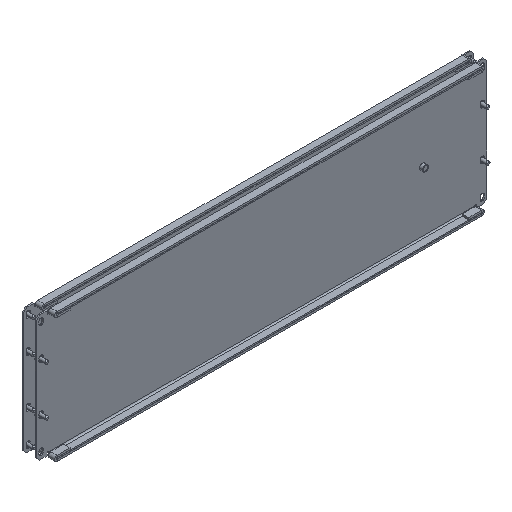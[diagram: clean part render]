
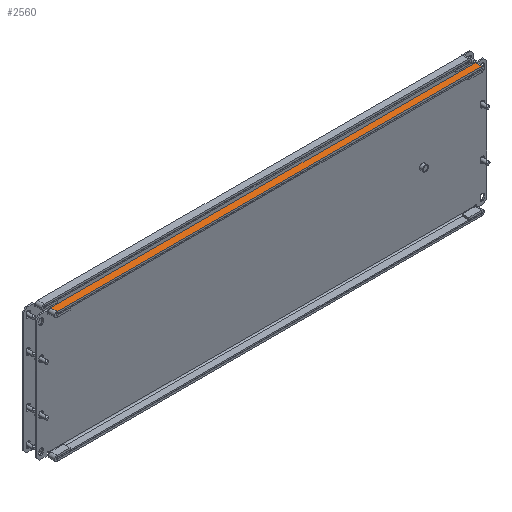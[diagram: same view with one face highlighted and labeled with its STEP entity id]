
A CAD part, isometric view. The second image highlights one B-rep face of the part: STEP entity #2560.
In plain terms, the highlighted face is planar.
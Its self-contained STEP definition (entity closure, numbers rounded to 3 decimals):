
#39 = CARTESIAN_POINT ( 'NONE',  ( -5., -3., -329. ) ) ;
#133 = DIRECTION ( 'NONE',  ( 0., 0., 1. ) ) ;
#419 = EDGE_CURVE ( 'NONE', #1319, #2273, #3348, .T. ) ;
#724 = CARTESIAN_POINT ( 'NONE',  ( 5., -3., 329. ) ) ;
#853 = CARTESIAN_POINT ( 'NONE',  ( 5., -3., -329. ) ) ;
#910 = ORIENTED_EDGE ( 'NONE', *, *, #5455, .F. ) ;
#1184 = EDGE_CURVE ( 'NONE', #1584, #3438, #6075, .T. ) ;
#1319 = VERTEX_POINT ( 'NONE', #4159 ) ;
#1549 = DIRECTION ( 'NONE',  ( 0., -1., 0. ) ) ;
#1584 = VERTEX_POINT ( 'NONE', #4333 ) ;
#1711 = LINE ( 'NONE', #3306, #4395 ) ;
#1860 = ORIENTED_EDGE ( 'NONE', *, *, #1184, .T. ) ;
#2229 = DIRECTION ( 'NONE',  ( 0., 0., 1. ) ) ;
#2273 = VERTEX_POINT ( 'NONE', #3940 ) ;
#2560 = ADVANCED_FACE ( 'NONE', ( #6133 ), #4405, .T. ) ;
#2693 = AXIS2_PLACEMENT_3D ( 'NONE', #5859, #1549, #3966 ) ;
#2778 = LINE ( 'NONE', #39, #3305 ) ;
#3305 = VECTOR ( 'NONE', #5398, 1000. ) ;
#3306 = CARTESIAN_POINT ( 'NONE',  ( -5., -3., 329. ) ) ;
#3348 = LINE ( 'NONE', #3443, #4809 ) ;
#3438 = VERTEX_POINT ( 'NONE', #724 ) ;
#3439 = EDGE_LOOP ( 'NONE', ( #910, #5030, #4979, #1860 ) ) ;
#3443 = CARTESIAN_POINT ( 'NONE',  ( -5., -3., -329. ) ) ;
#3940 = CARTESIAN_POINT ( 'NONE',  ( -5., -3., 329. ) ) ;
#3966 = DIRECTION ( 'NONE',  ( 1., 0., 0. ) ) ;
#4159 = CARTESIAN_POINT ( 'NONE',  ( -5., -3., -329. ) ) ;
#4245 = EDGE_CURVE ( 'NONE', #1319, #1584, #2778, .T. ) ;
#4333 = CARTESIAN_POINT ( 'NONE',  ( 5., -3., -329. ) ) ;
#4395 = VECTOR ( 'NONE', #6174, 1000. ) ;
#4405 = PLANE ( 'NONE',  #2693 ) ;
#4809 = VECTOR ( 'NONE', #133, 1000. ) ;
#4979 = ORIENTED_EDGE ( 'NONE', *, *, #4245, .T. ) ;
#5030 = ORIENTED_EDGE ( 'NONE', *, *, #419, .F. ) ;
#5398 = DIRECTION ( 'NONE',  ( 1., 0., 0. ) ) ;
#5455 = EDGE_CURVE ( 'NONE', #2273, #3438, #1711, .T. ) ;
#5484 = VECTOR ( 'NONE', #2229, 1000. ) ;
#5859 = CARTESIAN_POINT ( 'NONE',  ( -5., -3., -329. ) ) ;
#6075 = LINE ( 'NONE', #853, #5484 ) ;
#6133 = FACE_OUTER_BOUND ( 'NONE', #3439, .T. ) ;
#6174 = DIRECTION ( 'NONE',  ( 1., 0., 0. ) ) ;
